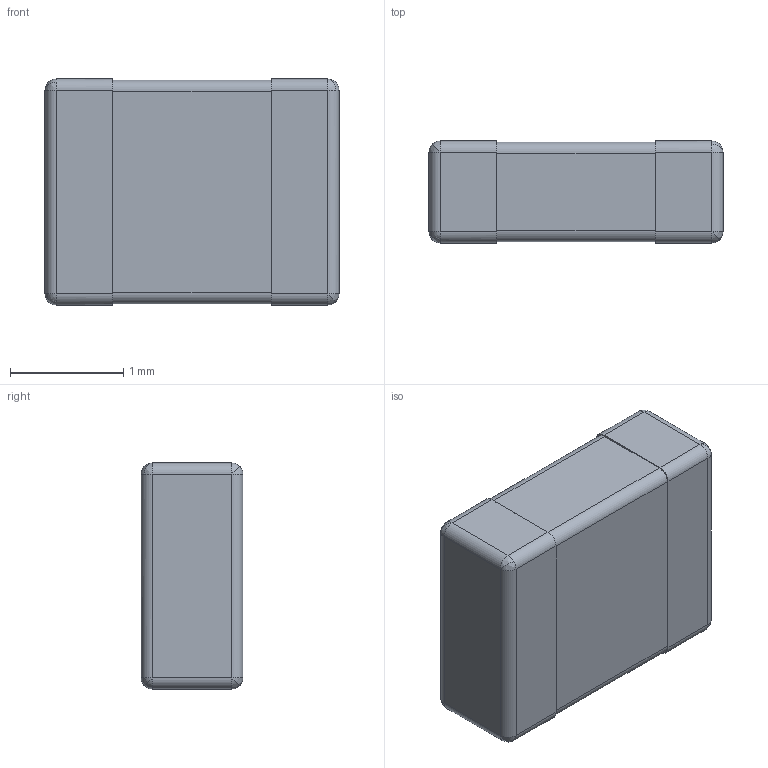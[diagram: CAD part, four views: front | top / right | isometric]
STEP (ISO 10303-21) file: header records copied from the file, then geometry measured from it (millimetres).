
FILE_DESCRIPTION (( 'STEP AP214' ), '1' );
FILE_NAME ('User Library-lqm2hp_1008_.STEP', '2015-04-13T01:41:48', ( 'Windows User' ), ( '' ), 'SwSTEP 2.0', 'SolidWorks 2015', '' );
FILE_SCHEMA (( 'AUTOMOTIVE_DESIGN' ));
Length unit declared in the file: millimetre
Products named in the file (1): User Library-lqm2hp_1008_
Bounding box: 2.6 x 0.9 x 2 mm (x, y, z)
Volume: 4.6 mm3; surface area: 17.7 mm2
Topology: 1 solids, 1 shells, 52 faces, 128 edges, 64 vertices
Faces by surface type: cylinder 20, bspline 16, plane 16
Entity records: 2156 total; most frequent: CARTESIAN_POINT 469, DIRECTION 242, ORIENTED_EDGE 224, EDGE_CURVE 112, AXIS2_PLACEMENT_3D 93, VERTEX_POINT 64, CIRCLE 56, VECTOR 56
